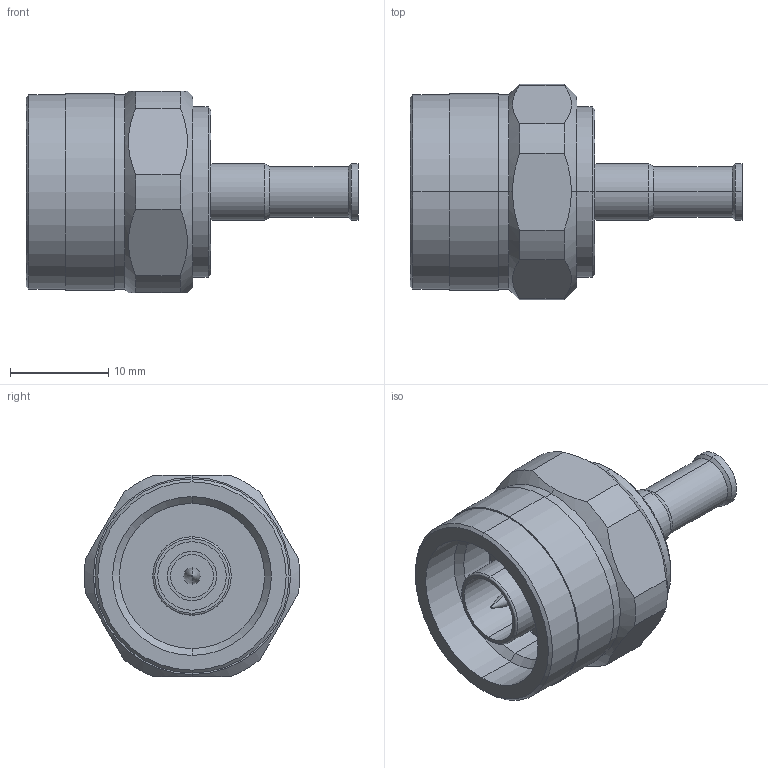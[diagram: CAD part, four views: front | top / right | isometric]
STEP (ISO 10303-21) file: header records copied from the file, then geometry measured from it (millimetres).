
FILE_DESCRIPTION (( 'STEP AP203' ), '1' );
FILE_NAME ('3190-2921.STEP', '2022-06-16T06:21:57', ( '001' ), ( '' ), 'SwSTEP 2.0', 'SolidWorks 2020', '' );
FILE_SCHEMA (( 'CONFIG_CONTROL_DESIGN' ));
Length unit declared in the file: millimetre
Products named in the file (1): 3190-2921
Bounding box: 33.88 x 21.98 x 20.57 mm (x, y, z)
Volume: 4323.4 mm3; surface area: 4644.6 mm2
Topology: 1 solids, 2 shells, 127 faces, 266 edges, 164 vertices
Faces by surface type: cylinder 64, plane 31, cone 28, torus 4
Entity records: 3555 total; most frequent: DIRECTION 658, CARTESIAN_POINT 654, ORIENTED_EDGE 532, AXIS2_PLACEMENT_3D 280, EDGE_CURVE 266, VERTEX_POINT 164, CIRCLE 152, EDGE_LOOP 150
